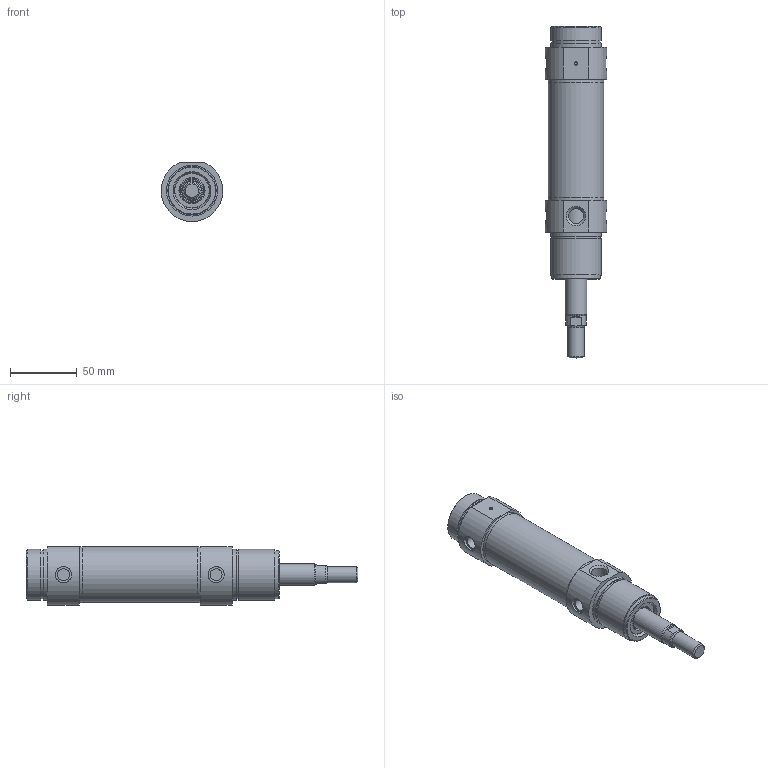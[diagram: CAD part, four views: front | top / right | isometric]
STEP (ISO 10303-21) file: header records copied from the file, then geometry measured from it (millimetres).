
FILE_DESCRIPTION((''),'2;1');
FILE_NAME('ISEM040.025.GS.M.stp','2014-07-18T16:24:30',('carlo.corazza'),(''),'Autodesk Inventor 2012','Autodesk Inventor 2012','');
FILE_SCHEMA(('AUTOMOTIVE_DESIGN { 1 0 10303 214 1 1 1 1 }'));
Length unit declared in the file: millimetre
Products named in the file (5): ISEM040..GS.M; TP; STELO-025; CORPO-025; TA
Assembly tree (4 placements, depth 2):
  ISEM040..GS.M
    TP
    STELO-025
    CORPO-025
    TA
Bounding box: 46 x 248 x 44 mm (x, y, z)
Volume: 162903.3 mm3; surface area: 55576.6 mm2
Topology: 4 solids, 6 shells, 116 faces, 223 edges, 146 vertices
Faces by surface type: plane 44, cylinder 39, cone 25, torus 8
Full cylindrical faces by diameter (mm): 2 x1, 8.917 x4, 10 x1, 11.445 x1, 12 x5, 13 x1, 15 x1, 16 x2, 16.8 x1, 16.847 x1, 18 x1, 20 x2, 26 x3, 36 x4, 38 x4, 40 x1, 41.6 x3
Entity records: 2920 total; most frequent: CARTESIAN_POINT 620, DIRECTION 474, ORIENTED_EDGE 268, AXIS2_PLACEMENT_3D 230, EDGE_LOOP 216, EDGE_CURVE 134, VERTEX_POINT 124, FACE_OUTER_BOUND 116
